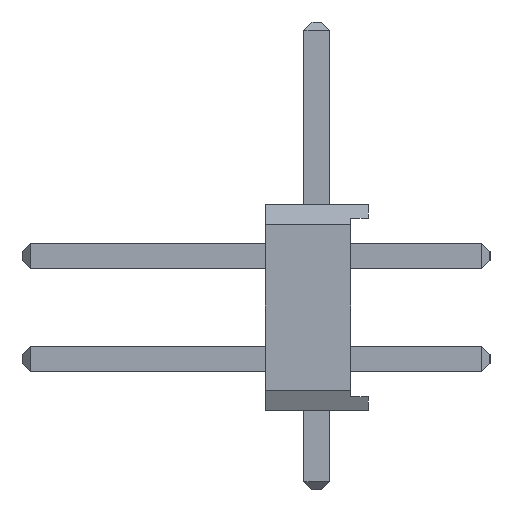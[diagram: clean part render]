
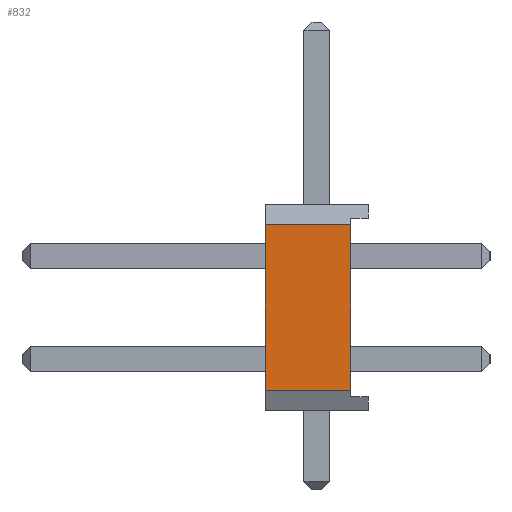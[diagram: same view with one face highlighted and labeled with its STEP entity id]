
A CAD part, left-side view. The second image highlights one B-rep face of the part: STEP entity #832.
In plain terms, the highlighted planar face has unit normal (-1, 0, 0).
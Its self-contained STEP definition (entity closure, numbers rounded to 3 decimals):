
#832 = ADVANCED_FACE( '', ( #1839 ), #1840, .T. );
#1839 = FACE_OUTER_BOUND( '', #3021, .T. );
#1840 = PLANE( '', #3022 );
#3021 = EDGE_LOOP( '', ( #5673, #5674, #5675, #5676 ) );
#3022 = AXIS2_PLACEMENT_3D( '', #5677, #5678, #5679 );
#5673 = ORIENTED_EDGE( '', *, *, #7323, .F. );
#5674 = ORIENTED_EDGE( '', *, *, #7791, .T. );
#5675 = ORIENTED_EDGE( '', *, *, #7979, .T. );
#5676 = ORIENTED_EDGE( '', *, *, #7980, .T. );
#5677 = CARTESIAN_POINT( '', ( -22.86, 0., 0. ) );
#5678 = DIRECTION( '', ( -1., 0., 0. ) );
#5679 = DIRECTION( '', ( 0., 0., 1. ) );
#7323 = EDGE_CURVE( '', #8992, #8994, #8995, .T. );
#7791 = EDGE_CURVE( '', #8992, #9701, #9703, .T. );
#7979 = EDGE_CURVE( '', #9701, #9957, #9958, .T. );
#7980 = EDGE_CURVE( '', #9957, #8994, #9959, .T. );
#8992 = VERTEX_POINT( '', #11354 );
#8994 = VERTEX_POINT( '', #11357 );
#8995 = LINE( '', #11358, #11359 );
#9701 = VERTEX_POINT( '', #12424 );
#9703 = LINE( '', #12427, #12428 );
#9957 = VERTEX_POINT( '', #12833 );
#9958 = LINE( '', #12834, #12835 );
#9959 = LINE( '', #12836, #12837 );
#11354 = CARTESIAN_POINT( '', ( -22.86, -0.832, -3.31 ) );
#11357 = CARTESIAN_POINT( '', ( -22.86, 1.27, -3.31 ) );
#11358 = CARTESIAN_POINT( '', ( -22.86, 0., -3.31 ) );
#11359 = VECTOR( '', #13623, 1000. );
#12424 = CARTESIAN_POINT( '', ( -22.86, -0.832, 0.77 ) );
#12427 = CARTESIAN_POINT( '', ( -22.86, -0.832, 0. ) );
#12428 = VECTOR( '', #13984, 1000. );
#12833 = CARTESIAN_POINT( '', ( -22.86, 1.27, 0.77 ) );
#12834 = CARTESIAN_POINT( '', ( -22.86, 0., 0.77 ) );
#12835 = VECTOR( '', #14136, 1000. );
#12836 = CARTESIAN_POINT( '', ( -22.86, 1.27, 1.27 ) );
#12837 = VECTOR( '', #14137, 1000. );
#13623 = DIRECTION( '', ( 0., 1., 0. ) );
#13984 = DIRECTION( '', ( 0., 0., 1. ) );
#14136 = DIRECTION( '', ( 0., 1., 0. ) );
#14137 = DIRECTION( '', ( 0., 0., -1. ) );
